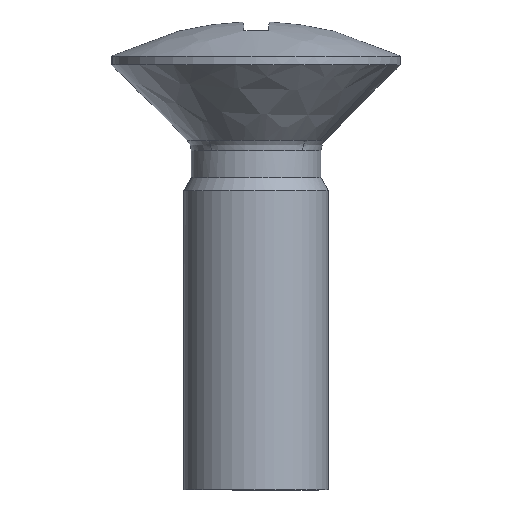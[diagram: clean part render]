
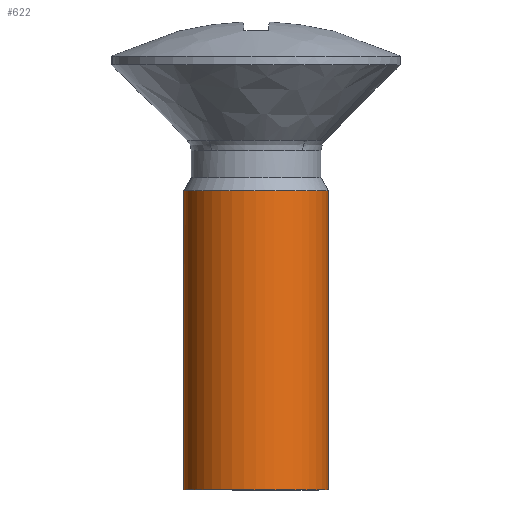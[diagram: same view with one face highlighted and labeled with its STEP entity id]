
A CAD part, left-side view. The second image highlights one B-rep face of the part: STEP entity #622.
In plain terms, the highlighted free-form (B-spline) face has degree [2, 1] with [7, 2] control points.
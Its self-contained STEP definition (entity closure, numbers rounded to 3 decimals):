
#440=CARTESIAN_POINT('',(2.34,0.879,-4.66));
#441=VERTEX_POINT('',#440);
#457=CARTESIAN_POINT('',(0.153,-2.495,-4.66));
#458=VERTEX_POINT('',#457);
#472=CARTESIAN_POINT('',(0.153,-2.495,-15.0));
#473=VERTEX_POINT('',#472);
#474=CARTESIAN_POINT('',(0.153,-2.495,-4.66));
#475=CARTESIAN_POINT('',(0.153,-2.495,-15.0));
#476=QUASI_UNIFORM_CURVE('',1,(#474,#475),.UNSPECIFIED.,.F.,.U.);
#477=EDGE_CURVE('',#458,#473,#476,.T.);
#494=CARTESIAN_POINT('',(2.34,0.879,-15.0));
#495=VERTEX_POINT('',#494);
#509=CARTESIAN_POINT('',(2.34,0.879,-4.66));
#510=CARTESIAN_POINT('',(2.34,0.879,-15.0));
#511=QUASI_UNIFORM_CURVE('',1,(#509,#510),.UNSPECIFIED.,.F.,.U.);
#512=EDGE_CURVE('',#441,#495,#511,.T.);
#517=CARTESIAN_POINT('',(0.153,-2.495,-4.401));
#518=CARTESIAN_POINT('',(-2.343,-2.648,-4.401));
#519=CARTESIAN_POINT('',(-2.495,-0.153,-4.401));
#520=CARTESIAN_POINT('',(-2.648,2.343,-4.401));
#521=CARTESIAN_POINT('',(-0.153,2.495,-4.401));
#522=CARTESIAN_POINT('',(1.691,2.608,-4.402));
#523=CARTESIAN_POINT('',(2.34,0.879,-4.401));
#524=CARTESIAN_POINT('',(0.153,-2.495,-15.265));
#525=CARTESIAN_POINT('',(-2.343,-2.648,-15.265));
#526=CARTESIAN_POINT('',(-2.495,-0.153,-15.265));
#527=CARTESIAN_POINT('',(-2.648,2.343,-15.265));
#528=CARTESIAN_POINT('',(-0.153,2.495,-15.265));
#529=CARTESIAN_POINT('',(1.691,2.608,-15.265));
#530=CARTESIAN_POINT('',(2.34,0.879,-15.265));
#538=(BOUNDED_SURFACE()B_SPLINE_SURFACE(2,1,((#517,#524),(#518,#525),(#519,#526),(#520,#527),(#521,#528),(#522,#529),(#523,#530)),.UNSPECIFIED.,.F.,.F.,.U.)B_SPLINE_SURFACE_WITH_KNOTS((3,2,2,3),(2,2),(0.0,4.142,8.284,11.598),(0.0,10.863),.UNSPECIFIED.)GEOMETRIC_REPRESENTATION_ITEM()RATIONAL_B_SPLINE_SURFACE(((1.0,1.0),(0.707,0.707),(1.0,1.0),(0.707,0.707),(1.0,1.0),(0.766,0.766),(0.906,0.906)))REPRESENTATION_ITEM('')SURFACE());
#539=CARTESIAN_POINT('',(-0.295,2.483,-4.66));
#540=VERTEX_POINT('',#539);
#541=CARTESIAN_POINT('',(-0.295,2.483,-4.66));
#542=CARTESIAN_POINT('',(-0.148,2.5,-4.66));
#543=CARTESIAN_POINT('',(0.0,2.5,-4.66));
#544=CARTESIAN_POINT('',(1.732,2.5,-4.66));
#545=CARTESIAN_POINT('',(2.34,0.879,-4.66));
#553=(BOUNDED_CURVE()B_SPLINE_CURVE(2,(#541,#542,#543,#544,#545),.UNSPECIFIED.,.F.,.U.)B_SPLINE_CURVE_WITH_KNOTS((3,2,3),(0.23,0.25,0.44),.UNSPECIFIED.)CURVE()GEOMETRIC_REPRESENTATION_ITEM()RATIONAL_B_SPLINE_CURVE((0.956,0.976,1.0,0.777,0.893))REPRESENTATION_ITEM(''));
#554=EDGE_CURVE('',#540,#441,#553,.T.);
#555=ORIENTED_EDGE('',*,*,#554,.T.);
#556=ORIENTED_EDGE('',*,*,#512,.T.);
#557=CARTESIAN_POINT('',(-2.5,0.0,-15.0));
#558=VERTEX_POINT('',#557);
#559=CARTESIAN_POINT('',(-2.5,0.0,-15.0));
#560=CARTESIAN_POINT('',(-2.5,2.5,-15.));
#561=CARTESIAN_POINT('',(0.0,2.5,-15.0));
#562=CARTESIAN_POINT('',(1.732,2.5,-15.0));
#563=CARTESIAN_POINT('',(2.34,0.879,-15.));
#571=(BOUNDED_CURVE()B_SPLINE_CURVE(2,(#559,#560,#561,#562,#563),.UNSPECIFIED.,.F.,.U.)B_SPLINE_CURVE_WITH_KNOTS((3,2,3),(0.0,0.25,0.44),.UNSPECIFIED.)CURVE()GEOMETRIC_REPRESENTATION_ITEM()RATIONAL_B_SPLINE_CURVE((1.0,0.707,1.0,0.777,0.893))REPRESENTATION_ITEM(''));
#572=EDGE_CURVE('',#558,#495,#571,.T.);
#573=ORIENTED_EDGE('',*,*,#572,.F.);
#574=CARTESIAN_POINT('',(0.153,-2.495,-15.));
#575=CARTESIAN_POINT('',(0.076,-2.5,-15.));
#576=CARTESIAN_POINT('',(0.0,-2.5,-15.0));
#577=CARTESIAN_POINT('',(-2.5,-2.5,-15.));
#578=CARTESIAN_POINT('',(-2.5,0.0,-15.0));
#586=(BOUNDED_CURVE()B_SPLINE_CURVE(2,(#574,#575,#576,#577,#578),.UNSPECIFIED.,.F.,.U.)B_SPLINE_CURVE_WITH_KNOTS((3,2,3),(0.739,0.75,1.0),.UNSPECIFIED.)CURVE()GEOMETRIC_REPRESENTATION_ITEM()RATIONAL_B_SPLINE_CURVE((0.976,0.988,1.0,0.707,1.0))REPRESENTATION_ITEM(''));
#587=EDGE_CURVE('',#473,#558,#586,.T.);
#588=ORIENTED_EDGE('',*,*,#587,.F.);
#589=ORIENTED_EDGE('',*,*,#477,.F.);
#590=CARTESIAN_POINT('',(-2.5,0.0,-4.66));
#591=VERTEX_POINT('',#590);
#592=CARTESIAN_POINT('',(0.153,-2.495,-4.66));
#593=CARTESIAN_POINT('',(0.076,-2.5,-4.66));
#594=CARTESIAN_POINT('',(0.0,-2.5,-4.66));
#595=CARTESIAN_POINT('',(-2.5,-2.5,-4.66));
#596=CARTESIAN_POINT('',(-2.5,0.0,-4.66));
#604=(BOUNDED_CURVE()B_SPLINE_CURVE(2,(#592,#593,#594,#595,#596),.UNSPECIFIED.,.F.,.U.)B_SPLINE_CURVE_WITH_KNOTS((3,2,3),(0.739,0.75,1.0),.UNSPECIFIED.)CURVE()GEOMETRIC_REPRESENTATION_ITEM()RATIONAL_B_SPLINE_CURVE((0.976,0.988,1.0,0.707,1.0))REPRESENTATION_ITEM(''));
#605=EDGE_CURVE('',#458,#591,#604,.T.);
#606=ORIENTED_EDGE('',*,*,#605,.T.);
#607=CARTESIAN_POINT('',(-2.5,0.0,-4.66));
#608=CARTESIAN_POINT('',(-2.5,2.22,-4.66));
#609=CARTESIAN_POINT('',(-0.295,2.483,-4.66));
#617=(BOUNDED_CURVE()B_SPLINE_CURVE(2,(#607,#608,#609),.UNSPECIFIED.,.F.,.U.)B_SPLINE_CURVE_WITH_KNOTS((3,3),(0.0,0.23),.UNSPECIFIED.)CURVE()GEOMETRIC_REPRESENTATION_ITEM()RATIONAL_B_SPLINE_CURVE((1.0,0.731,0.956))REPRESENTATION_ITEM(''));
#618=EDGE_CURVE('',#591,#540,#617,.T.);
#619=ORIENTED_EDGE('',*,*,#618,.T.);
#620=EDGE_LOOP('',(#555,#556,#573,#588,#589,#606,#619));
#621=FACE_OUTER_BOUND('',#620,.T.);
#622=ADVANCED_FACE('',(#621),#538,.T.);
